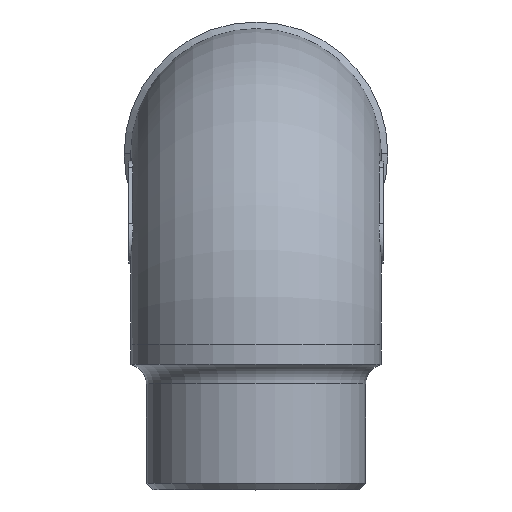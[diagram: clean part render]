
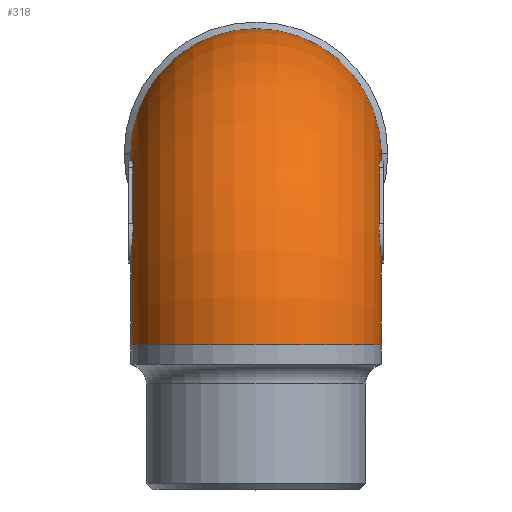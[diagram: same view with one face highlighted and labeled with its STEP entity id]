
A CAD part, top view. The second image highlights one B-rep face of the part: STEP entity #318.
In plain terms, the highlighted toroidal (fillet/blend) face has major radius 29 mm and minor radius 19 mm.
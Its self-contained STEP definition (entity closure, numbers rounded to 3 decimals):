
#118=CARTESIAN_POINT('Vertex',(19.,-29.,38.)) ;
#123=CARTESIAN_POINT('Axis2P3D Location',(0.,-29.,38.)) ;
#127=CARTESIAN_POINT('Vertex',(-19.,-29.,38.)) ;
#190=CARTESIAN_POINT('Axis2P3D Location',(0.,-29.,9.)) ;
#195=CARTESIAN_POINT('Axis2P3D Location',(19.,-29.,9.)) ;
#199=CARTESIAN_POINT('Vertex',(19.,-16.221,35.033)) ;
#203=CARTESIAN_POINT('Control Point',(18.662,-10.637,35.901)) ;
#204=CARTESIAN_POINT('Control Point',(18.639,-11.093,36.357)) ;
#205=CARTESIAN_POINT('Control Point',(18.64,-11.658,36.711)) ;
#206=CARTESIAN_POINT('Control Point',(18.672,-12.297,36.921)) ;
#207=CARTESIAN_POINT('Control Point',(18.78,-13.656,37.039)) ;
#208=CARTESIAN_POINT('Control Point',(18.912,-14.897,36.551)) ;
#209=CARTESIAN_POINT('Control Point',(18.97,-15.464,36.149)) ;
#210=CARTESIAN_POINT('Control Point',(19.,-15.914,35.628)) ;
#211=CARTESIAN_POINT('Control Point',(19.,-16.221,35.033)) ;
#212=CARTESIAN_POINT('Vertex',(18.662,-10.637,35.901)) ;
#216=CARTESIAN_POINT('Control Point',(18.662,-10.637,35.901)) ;
#217=CARTESIAN_POINT('Control Point',(18.768,-8.509,33.772)) ;
#218=CARTESIAN_POINT('Control Point',(18.783,-6.394,31.658)) ;
#219=CARTESIAN_POINT('Control Point',(18.769,-4.28,29.543)) ;
#220=CARTESIAN_POINT('Control Point',(18.664,-2.152,27.415)) ;
#221=CARTESIAN_POINT('Vertex',(18.664,-2.152,27.415)) ;
#225=CARTESIAN_POINT('Control Point',(18.664,-2.152,27.415)) ;
#226=CARTESIAN_POINT('Control Point',(18.642,-1.696,26.959)) ;
#227=CARTESIAN_POINT('Control Point',(18.643,-1.341,26.394)) ;
#228=CARTESIAN_POINT('Control Point',(18.675,-1.131,25.755)) ;
#229=CARTESIAN_POINT('Control Point',(18.783,-1.013,24.401)) ;
#230=CARTESIAN_POINT('Control Point',(18.914,-1.497,23.165)) ;
#231=CARTESIAN_POINT('Control Point',(18.971,-1.895,22.601)) ;
#232=CARTESIAN_POINT('Control Point',(19.,-2.41,22.151)) ;
#233=CARTESIAN_POINT('Control Point',(19.,-2.998,21.842)) ;
#234=CARTESIAN_POINT('Vertex',(19.,-2.998,21.842)) ;
#237=CARTESIAN_POINT('Axis2P3D Location',(19.,-29.,9.)) ;
#241=CARTESIAN_POINT('Vertex',(19.,0.,9.)) ;
#244=CARTESIAN_POINT('Axis2P3D Location',(0.,0.,9.)) ;
#248=CARTESIAN_POINT('Vertex',(-19.,0.,9.)) ;
#251=CARTESIAN_POINT('Axis2P3D Location',(-19.,-29.,9.)) ;
#255=CARTESIAN_POINT('Vertex',(-19.,-2.998,21.842)) ;
#259=CARTESIAN_POINT('Control Point',(-18.664,-2.152,27.415)) ;
#260=CARTESIAN_POINT('Control Point',(-18.65,-1.865,27.129)) ;
#261=CARTESIAN_POINT('Control Point',(-18.645,-1.618,26.799)) ;
#262=CARTESIAN_POINT('Control Point',(-18.651,-1.422,26.435)) ;
#263=CARTESIAN_POINT('Control Point',(-18.689,-1.108,25.566)) ;
#264=CARTESIAN_POINT('Control Point',(-18.764,-1.085,24.658)) ;
#265=CARTESIAN_POINT('Control Point',(-18.812,-1.162,24.164)) ;
#266=CARTESIAN_POINT('Control Point',(-18.9,-1.456,23.296)) ;
#267=CARTESIAN_POINT('Control Point',(-18.966,-1.996,22.576)) ;
#268=CARTESIAN_POINT('Control Point',(-18.989,-2.295,22.281)) ;
#269=CARTESIAN_POINT('Control Point',(-19.,-2.632,22.035)) ;
#270=CARTESIAN_POINT('Control Point',(-19.,-2.998,21.842)) ;
#271=CARTESIAN_POINT('Vertex',(-18.664,-2.152,27.415)) ;
#275=CARTESIAN_POINT('Control Point',(-18.662,-10.637,35.901)) ;
#276=CARTESIAN_POINT('Control Point',(-18.768,-8.506,33.769)) ;
#277=CARTESIAN_POINT('Control Point',(-18.782,-6.394,31.658)) ;
#278=CARTESIAN_POINT('Control Point',(-18.769,-4.283,29.546)) ;
#279=CARTESIAN_POINT('Control Point',(-18.664,-2.152,27.415)) ;
#280=CARTESIAN_POINT('Vertex',(-18.662,-10.637,35.901)) ;
#284=CARTESIAN_POINT('Control Point',(-18.662,-10.637,35.901)) ;
#285=CARTESIAN_POINT('Control Point',(-18.647,-10.925,36.188)) ;
#286=CARTESIAN_POINT('Control Point',(-18.642,-11.256,36.436)) ;
#287=CARTESIAN_POINT('Control Point',(-18.648,-11.622,36.632)) ;
#288=CARTESIAN_POINT('Control Point',(-18.686,-12.493,36.946)) ;
#289=CARTESIAN_POINT('Control Point',(-18.761,-13.403,36.967)) ;
#290=CARTESIAN_POINT('Control Point',(-18.81,-13.898,36.888)) ;
#291=CARTESIAN_POINT('Control Point',(-18.899,-14.768,36.591)) ;
#292=CARTESIAN_POINT('Control Point',(-18.966,-15.489,36.046)) ;
#293=CARTESIAN_POINT('Control Point',(-18.989,-15.784,35.744)) ;
#294=CARTESIAN_POINT('Control Point',(-19.,-16.03,35.402)) ;
#295=CARTESIAN_POINT('Control Point',(-19.,-16.221,35.033)) ;
#296=CARTESIAN_POINT('Vertex',(-19.,-16.221,35.033)) ;
#299=CARTESIAN_POINT('Axis2P3D Location',(-19.,-29.,9.)) ;
#124=DIRECTION('Axis2P3D Direction',(0.,-1.,0.)) ;
#191=DIRECTION('Axis2P3D Direction',(1.,0.,0.)) ;
#192=DIRECTION('Axis2P3D XDirection',(0.,1.,0.)) ;
#196=DIRECTION('Axis2P3D Direction',(1.,0.,0.)) ;
#238=DIRECTION('Axis2P3D Direction',(1.,0.,0.)) ;
#245=DIRECTION('Axis2P3D Direction',(0.,0.,-1.)) ;
#252=DIRECTION('Axis2P3D Direction',(1.,0.,0.)) ;
#300=DIRECTION('Axis2P3D Direction',(1.,0.,0.)) ;
#125=AXIS2_PLACEMENT_3D('Circle Axis2P3D',#123,#124,$) ;
#193=AXIS2_PLACEMENT_3D('Torus Axis2P3D',#190,#191,#192) ;
#197=AXIS2_PLACEMENT_3D('Circle Axis2P3D',#195,#196,$) ;
#239=AXIS2_PLACEMENT_3D('Circle Axis2P3D',#237,#238,$) ;
#246=AXIS2_PLACEMENT_3D('Circle Axis2P3D',#244,#245,$) ;
#253=AXIS2_PLACEMENT_3D('Circle Axis2P3D',#251,#252,$) ;
#301=AXIS2_PLACEMENT_3D('Circle Axis2P3D',#299,#300,$) ;
#305=ORIENTED_EDGE('',*,*,#129,.T.) ;
#306=ORIENTED_EDGE('',*,*,#201,.F.) ;
#307=ORIENTED_EDGE('',*,*,#214,.F.) ;
#308=ORIENTED_EDGE('',*,*,#223,.T.) ;
#309=ORIENTED_EDGE('',*,*,#236,.T.) ;
#310=ORIENTED_EDGE('',*,*,#243,.F.) ;
#311=ORIENTED_EDGE('',*,*,#250,.F.) ;
#312=ORIENTED_EDGE('',*,*,#257,.T.) ;
#313=ORIENTED_EDGE('',*,*,#273,.F.) ;
#314=ORIENTED_EDGE('',*,*,#282,.F.) ;
#315=ORIENTED_EDGE('',*,*,#298,.T.) ;
#316=ORIENTED_EDGE('',*,*,#303,.T.) ;
#318=ADVANCED_FACE('Corps principal',(#317),#194,.T.) ;
#202=B_SPLINE_CURVE_WITH_KNOTS('',5,(#203,#204,#205,#206,#207,#208,#209,#210,#211),.UNSPECIFIED.,.F.,.U.,(6,3,6),(0.,4.33,9.066),.UNSPECIFIED.) ;
#215=B_SPLINE_CURVE_WITH_KNOTS('',4,(#216,#217,#218,#219,#220),.UNSPECIFIED.,.F.,.U.,(5,5),(0.,16.164),.UNSPECIFIED.) ;
#224=B_SPLINE_CURVE_WITH_KNOTS('',5,(#225,#226,#227,#228,#229,#230,#231,#232,#233),.UNSPECIFIED.,.F.,.U.,(6,3,6),(0.,4.332,9.034),.UNSPECIFIED.) ;
#258=B_SPLINE_CURVE_WITH_KNOTS('',5,(#259,#260,#261,#262,#263,#264,#265,#266,#267,#268,#269,#270),.UNSPECIFIED.,.F.,.U.,(6,3,3,6),(0.,3.27,7.374,10.957),.UNSPECIFIED.) ;
#274=B_SPLINE_CURVE_WITH_KNOTS('',4,(#275,#276,#277,#278,#279),.UNSPECIFIED.,.F.,.U.,(5,5),(0.,19.454),.UNSPECIFIED.) ;
#283=B_SPLINE_CURVE_WITH_KNOTS('',5,(#284,#285,#286,#287,#288,#289,#290,#291,#292,#293,#294,#295),.UNSPECIFIED.,.F.,.U.,(6,3,3,6),(0.,3.281,7.391,10.996),.UNSPECIFIED.) ;
#126=CIRCLE('generated circle',#125,19.) ;
#198=CIRCLE('generated circle',#197,29.) ;
#240=CIRCLE('generated circle',#239,29.) ;
#247=CIRCLE('generated circle',#246,19.) ;
#254=CIRCLE('generated circle',#253,29.) ;
#302=CIRCLE('generated circle',#301,29.) ;
#194=TOROIDAL_SURFACE('homeo Torus',#193,29.,19.) ;
#129=EDGE_CURVE('',#128,#119,#126,.F.) ;
#201=EDGE_CURVE('',#200,#119,#198,.T.) ;
#214=EDGE_CURVE('',#213,#200,#202,.T.) ;
#223=EDGE_CURVE('',#213,#222,#215,.T.) ;
#236=EDGE_CURVE('',#222,#235,#224,.T.) ;
#243=EDGE_CURVE('',#242,#235,#240,.T.) ;
#250=EDGE_CURVE('',#249,#242,#247,.T.) ;
#257=EDGE_CURVE('',#249,#256,#254,.T.) ;
#273=EDGE_CURVE('',#272,#256,#258,.T.) ;
#282=EDGE_CURVE('',#281,#272,#274,.T.) ;
#298=EDGE_CURVE('',#281,#297,#283,.T.) ;
#303=EDGE_CURVE('',#297,#128,#302,.T.) ;
#304=EDGE_LOOP('',(#305,#306,#307,#308,#309,#310,#311,#312,#313,#314,#315,#316)) ;
#317=FACE_OUTER_BOUND('',#304,.T.) ;
#119=VERTEX_POINT('',#118) ;
#128=VERTEX_POINT('',#127) ;
#200=VERTEX_POINT('',#199) ;
#213=VERTEX_POINT('',#212) ;
#222=VERTEX_POINT('',#221) ;
#235=VERTEX_POINT('',#234) ;
#242=VERTEX_POINT('',#241) ;
#249=VERTEX_POINT('',#248) ;
#256=VERTEX_POINT('',#255) ;
#272=VERTEX_POINT('',#271) ;
#281=VERTEX_POINT('',#280) ;
#297=VERTEX_POINT('',#296) ;
